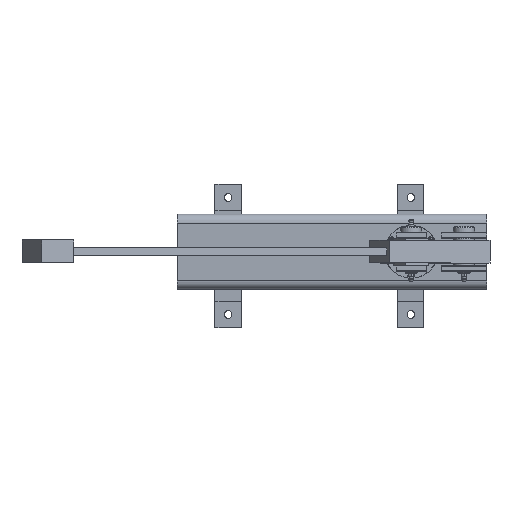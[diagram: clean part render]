
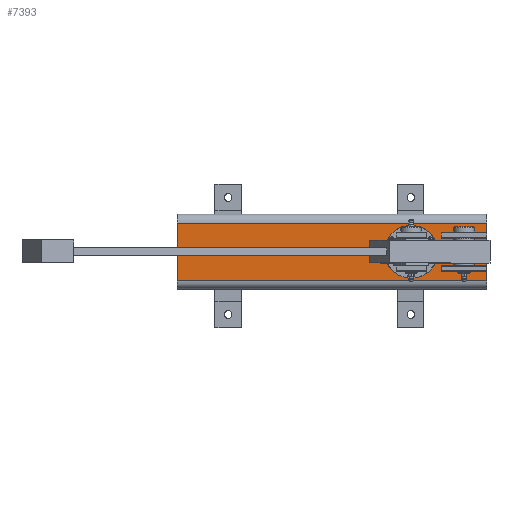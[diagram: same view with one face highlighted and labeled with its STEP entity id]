
A CAD part, top view. The second image highlights one B-rep face of the part: STEP entity #7393.
In plain terms, the highlighted face is planar.
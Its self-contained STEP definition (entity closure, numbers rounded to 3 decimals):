
#505=FACE_BOUND('',#1294,.T.);
#645=PLANE('',#8440);
#873=FACE_OUTER_BOUND('',#1293,.T.);
#1293=EDGE_LOOP('',(#5264,#5265,#5266,#5267));
#1294=EDGE_LOOP('',(#5268));
#1857=LINE('',#12016,#2349);
#1861=LINE('',#12025,#2353);
#1862=LINE('',#12027,#2354);
#1863=LINE('',#12028,#2355);
#2349=VECTOR('',#9535,10.);
#2353=VECTOR('',#9547,10.);
#2354=VECTOR('',#9548,10.);
#2355=VECTOR('',#9549,10.);
#2799=CIRCLE('',#8405,35.);
#3296=VERTEX_POINT('',#11879);
#3330=VERTEX_POINT('',#12013);
#3331=VERTEX_POINT('',#12015);
#3332=VERTEX_POINT('',#12024);
#3333=VERTEX_POINT('',#12026);
#4063=EDGE_CURVE('',#3296,#3296,#2799,.T.);
#4111=EDGE_CURVE('',#3331,#3330,#1857,.T.);
#4116=EDGE_CURVE('',#3330,#3332,#1861,.T.);
#4117=EDGE_CURVE('',#3333,#3332,#1862,.T.);
#4118=EDGE_CURVE('',#3331,#3333,#1863,.T.);
#5264=ORIENTED_EDGE('',*,*,#4116,.T.);
#5265=ORIENTED_EDGE('',*,*,#4117,.F.);
#5266=ORIENTED_EDGE('',*,*,#4118,.F.);
#5267=ORIENTED_EDGE('',*,*,#4111,.T.);
#5268=ORIENTED_EDGE('',*,*,#4063,.T.);
#7393=ADVANCED_FACE('',(#873,#505),#645,.T.);
#8405=AXIS2_PLACEMENT_3D('',#11881,#9445,#9446);
#8440=AXIS2_PLACEMENT_3D('',#12023,#9545,#9546);
#9445=DIRECTION('center_axis',(1.,0.,0.));
#9446=DIRECTION('ref_axis',(0.,0.,-1.));
#9535=DIRECTION('',(0.,0.,1.));
#9545=DIRECTION('center_axis',(-1.,0.,0.));
#9546=DIRECTION('ref_axis',(0.,0.,1.));
#9547=DIRECTION('',(0.,1.,0.));
#9548=DIRECTION('',(0.,0.,1.));
#9549=DIRECTION('',(0.,1.,0.));
#11879=CARTESIAN_POINT('',(-30.,0.,345.));
#11881=CARTESIAN_POINT('Origin',(-30.,0.,310.));
#12013=CARTESIAN_POINT('',(-30.,-38.,410.));
#12015=CARTESIAN_POINT('',(-30.,-38.,0.));
#12016=CARTESIAN_POINT('',(-30.,-38.,0.));
#12023=CARTESIAN_POINT('Origin',(-30.,-38.,0.));
#12024=CARTESIAN_POINT('',(-30.,38.,410.));
#12025=CARTESIAN_POINT('',(-30.,-19.,410.));
#12026=CARTESIAN_POINT('',(-30.,38.,0.));
#12027=CARTESIAN_POINT('',(-30.,38.,0.));
#12028=CARTESIAN_POINT('',(-30.,-19.,0.));
